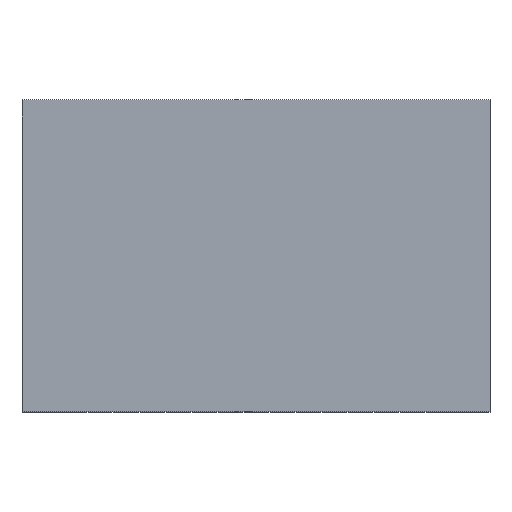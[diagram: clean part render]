
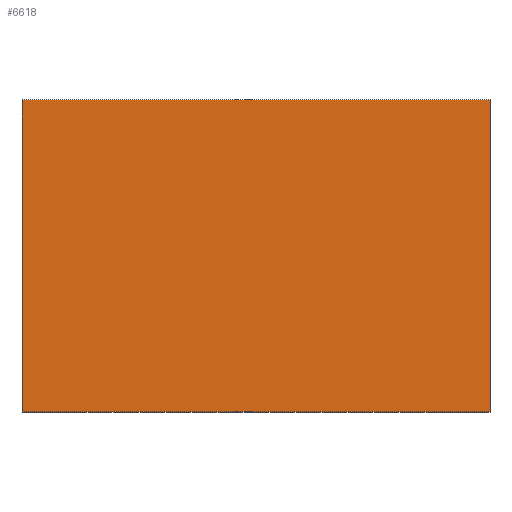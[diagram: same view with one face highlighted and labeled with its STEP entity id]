
A CAD part, top view. The second image highlights one B-rep face of the part: STEP entity #6618.
In plain terms, the highlighted face is planar.
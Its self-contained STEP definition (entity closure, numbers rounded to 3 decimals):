
#2817=DIRECTION('',(0.,0.,1.));
#2818=VECTOR('',#2817,4.);
#2819=CARTESIAN_POINT('',(-3.,0.775,-2.));
#2820=LINE('',#2819,#2818);
#2824=DIRECTION('',(-1.,0.,0.));
#2825=VECTOR('',#2824,6.);
#2826=CARTESIAN_POINT('',(3.,0.775,-2.));
#2827=LINE('',#2826,#2825);
#2831=DIRECTION('',(0.,0.,-1.));
#2832=VECTOR('',#2831,4.);
#2833=CARTESIAN_POINT('',(3.,0.775,2.));
#2834=LINE('',#2833,#2832);
#2838=DIRECTION('',(1.,0.,0.));
#2839=VECTOR('',#2838,6.);
#2840=CARTESIAN_POINT('',(-3.,0.775,2.));
#2841=LINE('',#2840,#2839);
#3927=CARTESIAN_POINT('',(-3.,0.775,-2.));
#3928=CARTESIAN_POINT('',(-3.,0.775,2.));
#3929=VERTEX_POINT('',#3927);
#3930=VERTEX_POINT('',#3928);
#3931=CARTESIAN_POINT('',(3.,0.775,2.));
#3932=VERTEX_POINT('',#3931);
#3933=CARTESIAN_POINT('',(3.,0.775,-2.));
#3934=VERTEX_POINT('',#3933);
#6607=CARTESIAN_POINT('',(0.,0.775,0.));
#6608=DIRECTION('',(0.,1.,0.));
#6609=DIRECTION('',(1.,0.,0.));
#6610=AXIS2_PLACEMENT_3D('',#6607,#6608,#6609);
#6611=PLANE('',#6610);
#6612=ORIENTED_EDGE('',*,*,#5076,.F.);
#6613=ORIENTED_EDGE('',*,*,#5629,.F.);
#6614=ORIENTED_EDGE('',*,*,#6318,.F.);
#6615=ORIENTED_EDGE('',*,*,#6453,.F.);
#6616=EDGE_LOOP('',(#6612,#6613,#6614,#6615));
#6617=FACE_OUTER_BOUND('',#6616,.F.);
#6618=ADVANCED_FACE('',(#6617),#6611,.T.);
#5076=EDGE_CURVE('',#3929,#3930,#2820,.T.);
#5629=EDGE_CURVE('',#3934,#3929,#2827,.T.);
#6318=EDGE_CURVE('',#3932,#3934,#2834,.T.);
#6453=EDGE_CURVE('',#3930,#3932,#2841,.T.);
